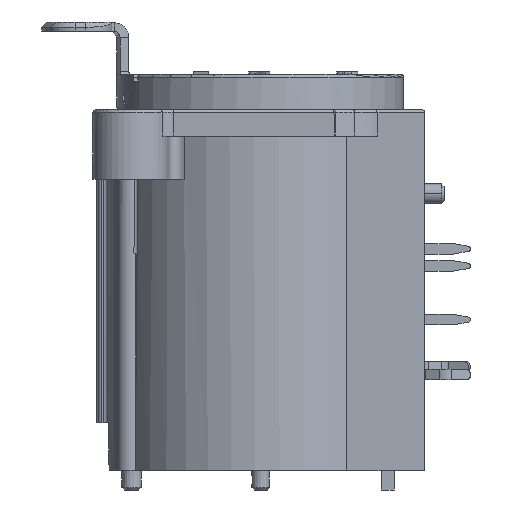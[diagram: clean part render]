
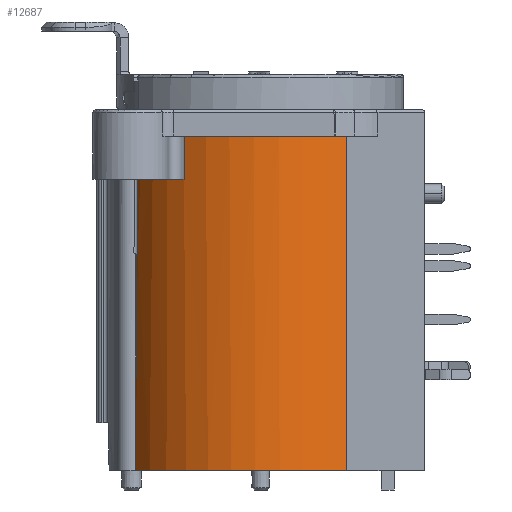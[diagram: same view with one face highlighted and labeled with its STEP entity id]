
A CAD part, left-side view. The second image highlights one B-rep face of the part: STEP entity #12687.
In plain terms, the highlighted cylindrical face has radius 10.9 mm (diameter 21.8 mm), a partial arc.
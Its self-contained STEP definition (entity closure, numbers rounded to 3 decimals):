
#322=CARTESIAN_POINT('',(12.8,14.,-8.2));
#323=DIRECTION('',(0.,0.,-1.));
#324=DIRECTION('',(-0.844,0.537,0.));
#325=AXIS2_PLACEMENT_3D('',#322,#323,#324);
#411=CARTESIAN_POINT('',(4.089,7.448,-30.393));
#412=CARTESIAN_POINT('',(4.088,7.45,-21.895));
#413=CARTESIAN_POINT('',(4.086,7.452,-13.398));
#414=CARTESIAN_POINT('',(4.085,7.453,-4.9));
#416=CARTESIAN_POINT('',(7.249,23.38,-14.));
#417=CARTESIAN_POINT('',(7.244,23.378,-12.997));
#418=CARTESIAN_POINT('',(7.235,23.372,-10.984));
#419=CARTESIAN_POINT('',(7.221,23.364,-7.922));
#420=CARTESIAN_POINT('',(7.211,23.358,-5.906));
#421=CARTESIAN_POINT('',(7.206,23.355,-4.9));
#423=DIRECTION('',(0.,0.,-1.));
#424=VECTOR('',#423,3.3);
#425=CARTESIAN_POINT('',(6.952,23.198,-4.9));
#426=LINE('',#425,#424);
#427=CARTESIAN_POINT('',(12.8,14.,-4.9));
#428=DIRECTION('',(0.,0.,1.));
#429=DIRECTION('',(-0.844,0.537,0.));
#430=AXIS2_PLACEMENT_3D('',#427,#428,#429);
#889=CARTESIAN_POINT('',(12.8,14.,-30.393));
#890=DIRECTION('',(0.,0.,1.));
#891=DIRECTION('',(-0.488,0.873,0.));
#892=AXIS2_PLACEMENT_3D('',#889,#890,#891);
#7319=CARTESIAN_POINT('',(12.8,14.,-4.9));
#7320=DIRECTION('',(0.,0.,-1.));
#7321=DIRECTION('',(-0.537,0.844,0.));
#7322=AXIS2_PLACEMENT_3D('',#7319,#7320,#7321);
#7382=CARTESIAN_POINT('',(7.249,23.38,-14.));
#7383=CARTESIAN_POINT('',(7.25,23.381,-14.));
#7384=CARTESIAN_POINT('',(7.252,23.382,-14.));
#7385=CARTESIAN_POINT('',(7.255,23.384,-14.));
#7386=CARTESIAN_POINT('',(7.256,23.385,-14.));
#7387=CARTESIAN_POINT('',(7.257,23.385,-14.));
#7414=CARTESIAN_POINT('',(12.8,14.,-14.));
#7415=DIRECTION('',(0.,0.,1.));
#7416=DIRECTION('',(-0.493,0.87,0.));
#7417=AXIS2_PLACEMENT_3D('',#7414,#7415,#7416);
#7425=CARTESIAN_POINT('',(7.505,23.527,-30.393));
#7426=CARTESIAN_POINT('',(7.48,23.514,-24.929));
#7427=CARTESIAN_POINT('',(7.455,23.499,-19.464));
#7428=CARTESIAN_POINT('',(7.43,23.485,-14.));
#7434=CARTESIAN_POINT('',(12.8,14.,-30.393));
#7435=DIRECTION('',(0.,0.,1.));
#7436=DIRECTION('',(-0.486,0.874,0.));
#7437=AXIS2_PLACEMENT_3D('',#7434,#7435,#7436);
#8051=DIRECTION('',(0.,0.,-1.));
#8052=VECTOR('',#8051,3.3);
#8053=CARTESIAN_POINT('',(3.602,19.848,-4.9));
#8054=LINE('',#8053,#8052);
#10458=CARTESIAN_POINT('',(6.952,23.198,
-4.9));
#10459=CARTESIAN_POINT('',(7.206,23.355,
-4.9));
#10460=VERTEX_POINT('',#10458);
#10461=VERTEX_POINT('',#10459);
#10479=CARTESIAN_POINT('',(6.952,23.198,
-8.2));
#10480=VERTEX_POINT('',#10479);
#10481=CARTESIAN_POINT('',(3.602,19.848,
-8.2));
#10482=VERTEX_POINT('',#10481);
#10483=CARTESIAN_POINT('',(3.602,19.848,
-4.9));
#10484=VERTEX_POINT('',#10483);
#12017=CARTESIAN_POINT('',(7.43,23.485,
-14.));
#12018=CARTESIAN_POINT('',(7.257,23.385,
-14.));
#12019=VERTEX_POINT('',#12017);
#12020=VERTEX_POINT('',#12018);
#12021=VERTEX_POINT('',#7382);
#12022=VERTEX_POINT('',#7425);
#12139=CARTESIAN_POINT('',(4.085,7.453,
-4.9));
#12140=VERTEX_POINT('',#12139);
#12222=VERTEX_POINT('',#411);
#12297=CARTESIAN_POINT('',(7.486,23.517,
-30.393));
#12298=VERTEX_POINT('',#12297);
#12658=CARTESIAN_POINT('',(12.8,14.,-0.065));
#12659=DIRECTION('',(0.,0.,-1.));
#12660=DIRECTION('',(0.,-1.,0.));
#12661=AXIS2_PLACEMENT_3D('',#12658,#12659,#12660);
#12662=CYLINDRICAL_SURFACE('',#12661,10.9);
#12664=ORIENTED_EDGE('',*,*,#12663,.F.);
#12666=ORIENTED_EDGE('',*,*,#12665,.F.);
#12668=ORIENTED_EDGE('',*,*,#12667,.F.);
#12670=ORIENTED_EDGE('',*,*,#12669,.T.);
#12672=ORIENTED_EDGE('',*,*,#12671,.T.);
#12674=ORIENTED_EDGE('',*,*,#12673,.F.);
#12676=ORIENTED_EDGE('',*,*,#12675,.T.);
#12678=ORIENTED_EDGE('',*,*,#12677,.F.);
#12679=ORIENTED_EDGE('',*,*,#12524,.T.);
#12680=ORIENTED_EDGE('',*,*,#12499,.F.);
#12682=ORIENTED_EDGE('',*,*,#12681,.F.);
#12684=ORIENTED_EDGE('',*,*,#12683,.T.);
#12685=EDGE_LOOP('',(#12664,#12666,#12668,#12670,#12672,#12674,#12676,#12678,
#12679,#12680,#12682,#12684));
#12686=FACE_OUTER_BOUND('',#12685,.F.);
#326=CIRCLE('',#325,10.9);
#415=B_SPLINE_CURVE_WITH_KNOTS('',3,(#411,#412,#413,#414),.UNSPECIFIED.,.F.,.F.,
(4,4),(0.,1.),.UNSPECIFIED.);
#422=B_SPLINE_CURVE_WITH_KNOTS('',3,(#416,#417,#418,#419,#420,#421),
.UNSPECIFIED.,.F.,.F.,(4,1,1,4),(0.,0.333,0.667,1.),
.UNSPECIFIED.);
#431=CIRCLE('',#430,10.9);
#893=CIRCLE('',#892,10.9);
#7323=CIRCLE('',#7322,10.9);
#7388=B_SPLINE_CURVE_WITH_KNOTS('',3,(#7382,#7383,#7384,#7385,#7386,#7387),
.UNSPECIFIED.,.F.,.F.,(4,1,1,4),(0.,0.333,0.667,1.),
.UNSPECIFIED.);
#7418=CIRCLE('',#7417,10.9);
#7429=B_SPLINE_CURVE_WITH_KNOTS('',3,(#7425,#7426,#7427,#7428),.UNSPECIFIED.,
.F.,.F.,(4,4),(0.,1.),.UNSPECIFIED.);
#7438=CIRCLE('',#7437,10.9);
#12499=EDGE_CURVE('',#10482,#10480,#326,.T.);
#12524=EDGE_CURVE('',#10460,#10480,#426,.T.);
#12663=EDGE_CURVE('',#12222,#12140,#415,.T.);
#12665=EDGE_CURVE('',#12298,#12222,#893,.T.);
#12667=EDGE_CURVE('',#12022,#12298,#7438,.T.);
#12669=EDGE_CURVE('',#12022,#12019,#7429,.T.);
#12671=EDGE_CURVE('',#12019,#12020,#7418,.T.);
#12673=EDGE_CURVE('',#12021,#12020,#7388,.T.);
#12675=EDGE_CURVE('',#12021,#10461,#422,.T.);
#12677=EDGE_CURVE('',#10460,#10461,#7323,.T.);
#12681=EDGE_CURVE('',#10484,#10482,#8054,.T.);
#12683=EDGE_CURVE('',#10484,#12140,#431,.T.);
#12687=ADVANCED_FACE('',(#12686),#12662,.T.);
